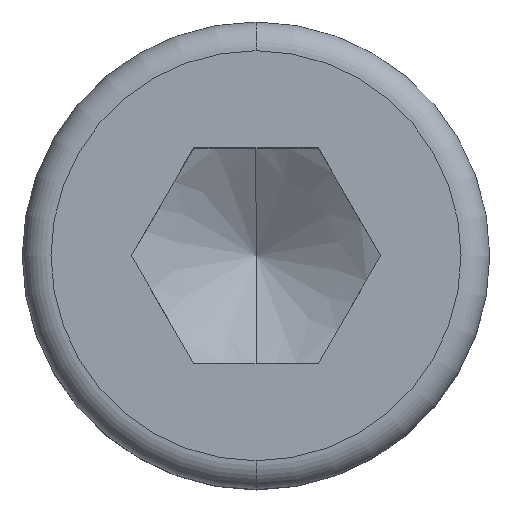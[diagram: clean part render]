
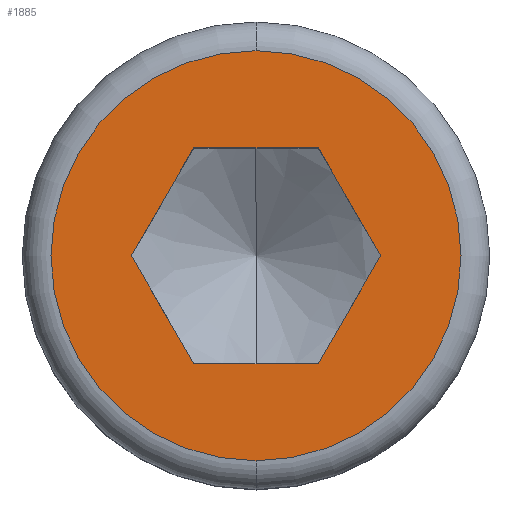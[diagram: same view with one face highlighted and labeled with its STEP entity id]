
A CAD part, top view. The second image highlights one B-rep face of the part: STEP entity #1885.
In plain terms, the highlighted planar face has unit normal (0, 0, 1).
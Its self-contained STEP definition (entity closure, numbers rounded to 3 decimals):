
#663=VERTEX_POINT('',#1922);
#755=EDGE_CURVE('',#1235,#1223,#2026,.T.);
#951=EDGE_CURVE('',#1223,#1483,#2251,.T.);
#1007=EDGE_CURVE('',#1483,#663,#2311,.T.);
#1041=VERTEX_POINT('',#2349);
#1099=VERTEX_POINT('',#2414);
#1223=VERTEX_POINT('',#2556);
#1235=VERTEX_POINT('',#2569);
#1331=EDGE_CURVE('',#1041,#1099,#2674,.T.);
#1355=VERTEX_POINT('',#2702);
#1401=EDGE_CURVE('',#663,#1355,#2756,.T.);
#1483=VERTEX_POINT('',#2850);
#1611=EDGE_CURVE('',#1355,#1817,#2998,.T.);
#1733=EDGE_CURVE('',#1099,#1041,#3141,.T.);
#1817=VERTEX_POINT('',#3234);
#1879=EDGE_CURVE('',#1817,#1235,#3303,.T.);
#1885=ADVANCED_FACE('',(#3310,#3311),#3312,.T.);
#1922=CARTESIAN_POINT('',(1.733,-3.001,8.));
#2026=LINE('',#3507,#3508);
#2251=LINE('',#3810,#3811);
#2311=LINE('',#3903,#3904);
#2349=CARTESIAN_POINT('',(0.,5.7,8.));
#2414=CARTESIAN_POINT('',(0.,-5.7,8.));
#2556=CARTESIAN_POINT('',(1.733,3.001,8.));
#2569=CARTESIAN_POINT('',(-1.733,3.001,8.));
#2674=CIRCLE('',#4414,5.7);
#2702=CARTESIAN_POINT('',(-1.732,-3.001,8.));
#2756=LINE('',#4529,#4530);
#2850=CARTESIAN_POINT('',(3.465,0.,8.));
#2998=LINE('',#4858,#4859);
#3141=CIRCLE('',#5056,5.7);
#3234=CARTESIAN_POINT('',(-3.465,0.,8.));
#3303=LINE('',#5305,#5306);
#3310=FACE_BOUND('',#5315,.T.);
#3311=FACE_OUTER_BOUND('',#5316,.T.);
#3312=PLANE('',#5317);
#3507=CARTESIAN_POINT('',(0.866,3.001,8.));
#3508=VECTOR('',#5460,1.0);
#3810=CARTESIAN_POINT('',(3.032,0.75,8.));
#3811=VECTOR('',#5739,1.0);
#3903=CARTESIAN_POINT('',(2.166,-2.251,8.));
#3904=VECTOR('',#5791,1.0);
#4414=AXIS2_PLACEMENT_3D('',#6217,#6218,#6219);
#4529=CARTESIAN_POINT('',(-0.866,-3.001,8.));
#4530=VECTOR('',#6336,1.0);
#4858=CARTESIAN_POINT('',(-3.032,-0.75,8.));
#4859=VECTOR('',#6666,1.0);
#5056=AXIS2_PLACEMENT_3D('',#6866,#6867,#6868);
#5305=CARTESIAN_POINT('',(-2.166,2.251,8.));
#5306=VECTOR('',#7043,1.0);
#5315=EDGE_LOOP('',(#7053,#7054,#7055,#7056,#7057,#7058));
#5316=EDGE_LOOP('',(#7059,#7060));
#5317=AXIS2_PLACEMENT_3D('',#7061,#7062,#7063);
#5460=DIRECTION('',(1.0,0.0,0.0));
#5739=DIRECTION('',(0.5,-0.866,0.0));
#5791=DIRECTION('',(-0.5,-0.866,0.0));
#6217=CARTESIAN_POINT('',(0.,0.,8.));
#6218=DIRECTION('',(0.,0.,1.0));
#6219=DIRECTION('',(-1.0,0.0,0.));
#6336=DIRECTION('',(-1.0,0.0,0.0));
#6666=DIRECTION('',(-0.5,0.866,0.0));
#6866=CARTESIAN_POINT('',(0.,0.,8.));
#6867=DIRECTION('',(0.,0.,1.0));
#6868=DIRECTION('',(-1.0,0.0,0.));
#7043=DIRECTION('',(0.5,0.866,0.0));
#7053=ORIENTED_EDGE('',*,*,#1611,.T.);
#7054=ORIENTED_EDGE('',*,*,#1879,.T.);
#7055=ORIENTED_EDGE('',*,*,#755,.T.);
#7056=ORIENTED_EDGE('',*,*,#951,.T.);
#7057=ORIENTED_EDGE('',*,*,#1007,.T.);
#7058=ORIENTED_EDGE('',*,*,#1401,.T.);
#7059=ORIENTED_EDGE('',*,*,#1733,.T.);
#7060=ORIENTED_EDGE('',*,*,#1331,.T.);
#7061=CARTESIAN_POINT('',(0.,-4.982,8.));
#7062=DIRECTION('',(0.,0.,1.0));
#7063=DIRECTION('',(0.,-1.0,0.));
